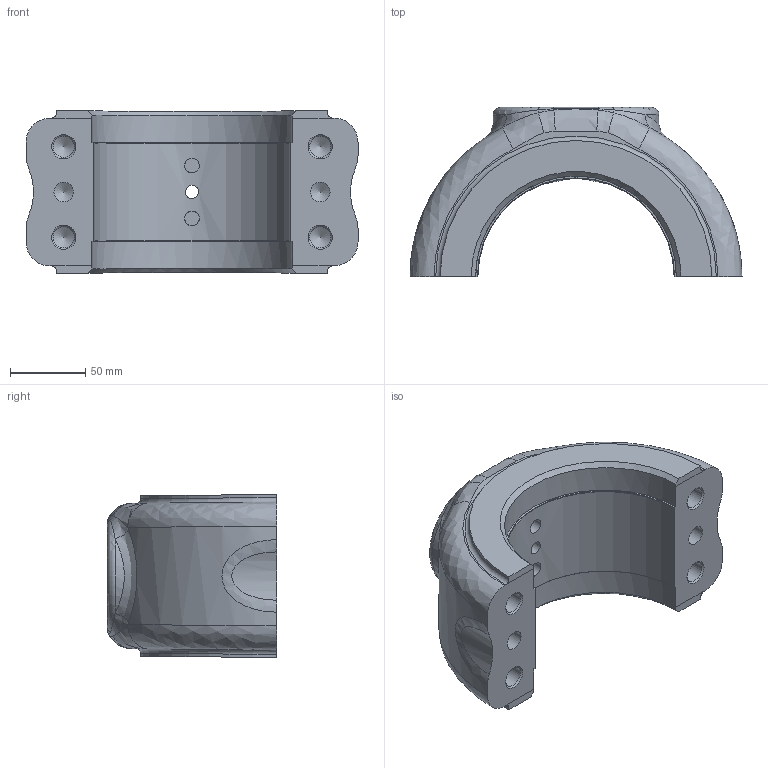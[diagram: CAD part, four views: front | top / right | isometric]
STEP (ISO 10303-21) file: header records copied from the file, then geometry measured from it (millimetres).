
FILE_DESCRIPTION (( 'STEP AP203' ), '1' );
FILE_NAME ('322B02-衝桿蓋.STEP', '2023-09-28T06:05:19', ( '' ), ( '' ), 'SwSTEP 2.0', 'SolidWorks 2018', '' );
FILE_SCHEMA (( 'CONFIG_CONTROL_DESIGN' ));
Length unit declared in the file: millimetre
Products named in the file (1): 322B02-衝桿蓋
Bounding box: 220 x 112 x 108 mm (x, y, z)
Volume: 1209178.4 mm3; surface area: 100780.9 mm2
Topology: 1 solids, 1 shells, 99 faces, 234 edges, 142 vertices
Faces by surface type: bspline 36, cylinder 24, plane 18, cone 17, torus 4
Full cylindrical faces by diameter (mm): 8.5 x2, 8.7 x1, 9.8 x2, 13 x4, 14 x4
Entity records: 5571 total; most frequent: CARTESIAN_POINT 3617, ORIENTED_EDGE 396, DIRECTION 340, EDGE_CURVE 198, AXIS2_PLACEMENT_3D 153, EDGE_LOOP 134, VERTEX_POINT 134, FACE_OUTER_BOUND 112
